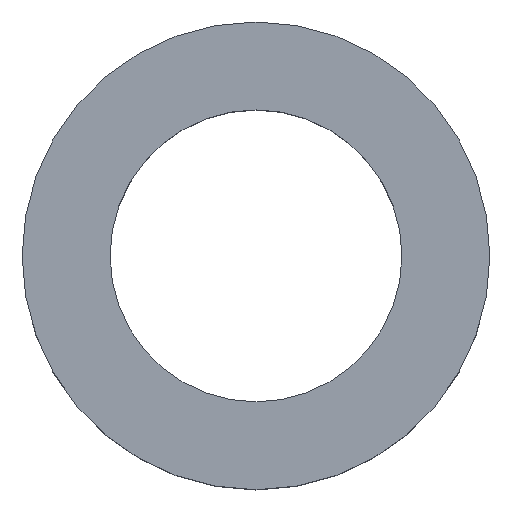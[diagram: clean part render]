
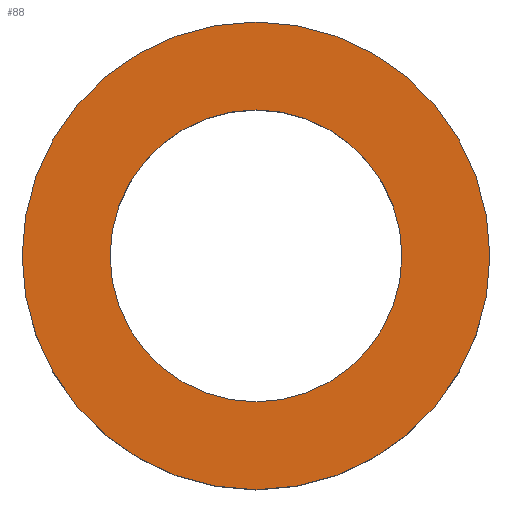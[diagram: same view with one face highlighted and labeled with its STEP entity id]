
A CAD part, top view. The second image highlights one B-rep face of the part: STEP entity #88.
In plain terms, the highlighted planar face has unit normal (0, 0, 1).
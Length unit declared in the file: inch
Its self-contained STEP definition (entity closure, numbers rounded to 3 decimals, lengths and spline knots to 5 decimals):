
#7 = ORIENTED_EDGE ( 'NONE', *, *, #81, .F. ) ;
#13 = DIRECTION ( 'NONE',  ( 1., 0., 0. ) ) ;
#18 = CARTESIAN_POINT ( 'NONE',  ( 0., 0., 0.398 ) ) ;
#23 = ORIENTED_EDGE ( 'NONE', *, *, #120, .F. ) ;
#31 = CARTESIAN_POINT ( 'NONE',  ( 0.39, 0., 0.398 ) ) ;
#35 = CIRCLE ( 'NONE', #146, 0.625 ) ;
#37 = EDGE_LOOP ( 'NONE', ( #23, #7 ) ) ;
#44 = AXIS2_PLACEMENT_3D ( 'NONE', #50, #97, #93 ) ;
#46 = DIRECTION ( 'NONE',  ( 0., 0., 1. ) ) ;
#47 = DIRECTION ( 'NONE',  ( 1., 0., 0. ) ) ;
#50 = CARTESIAN_POINT ( 'NONE',  ( 0., 0., 0.398 ) ) ;
#51 = CIRCLE ( 'NONE', #193, 0.625 ) ;
#52 = FACE_OUTER_BOUND ( 'NONE', #57, .T. ) ;
#56 = AXIS2_PLACEMENT_3D ( 'NONE', #18, #135, #13 ) ;
#57 = EDGE_LOOP ( 'NONE', ( #118, #177 ) ) ;
#72 = VERTEX_POINT ( 'NONE', #31 ) ;
#79 = CARTESIAN_POINT ( 'NONE',  ( 0., 0., 0.398 ) ) ;
#81 = EDGE_CURVE ( 'NONE', #72, #108, #103, .T. ) ;
#88 = ADVANCED_FACE ( 'NONE', ( #52, #127 ), #99, .T. ) ;
#89 = CARTESIAN_POINT ( 'NONE',  ( 0.625, 0., 0.398 ) ) ;
#93 = DIRECTION ( 'NONE',  ( 1., 0., 0. ) ) ;
#97 = DIRECTION ( 'NONE',  ( 0., 0., 1. ) ) ;
#99 = PLANE ( 'NONE',  #56 ) ;
#103 = CIRCLE ( 'NONE', #44, 0.39 ) ;
#108 = VERTEX_POINT ( 'NONE', #125 ) ;
#109 = EDGE_CURVE ( 'NONE', #141, #122, #51, .T. ) ;
#110 = CIRCLE ( 'NONE', #183, 0.39 ) ;
#114 = DIRECTION ( 'NONE',  ( 0., 0., 1. ) ) ;
#118 = ORIENTED_EDGE ( 'NONE', *, *, #191, .T. ) ;
#120 = EDGE_CURVE ( 'NONE', #108, #72, #110, .T. ) ;
#122 = VERTEX_POINT ( 'NONE', #138 ) ;
#125 = CARTESIAN_POINT ( 'NONE',  ( -0.39, 0., 0.398 ) ) ;
#127 = FACE_BOUND ( 'NONE', #37, .T. ) ;
#131 = DIRECTION ( 'NONE',  ( 1., 0., 0. ) ) ;
#135 = DIRECTION ( 'NONE',  ( 0., 0., 1. ) ) ;
#138 = CARTESIAN_POINT ( 'NONE',  ( -0.625, 0., 0.398 ) ) ;
#141 = VERTEX_POINT ( 'NONE', #89 ) ;
#146 = AXIS2_PLACEMENT_3D ( 'NONE', #166, #182, #131 ) ;
#166 = CARTESIAN_POINT ( 'NONE',  ( 0., 0., 0.398 ) ) ;
#168 = DIRECTION ( 'NONE',  ( 1., 0., 0. ) ) ;
#177 = ORIENTED_EDGE ( 'NONE', *, *, #109, .T. ) ;
#182 = DIRECTION ( 'NONE',  ( 0., 0., 1. ) ) ;
#183 = AXIS2_PLACEMENT_3D ( 'NONE', #79, #114, #168 ) ;
#184 = CARTESIAN_POINT ( 'NONE',  ( 0., 0., 0.398 ) ) ;
#191 = EDGE_CURVE ( 'NONE', #122, #141, #35, .T. ) ;
#193 = AXIS2_PLACEMENT_3D ( 'NONE', #184, #46, #47 ) ;
